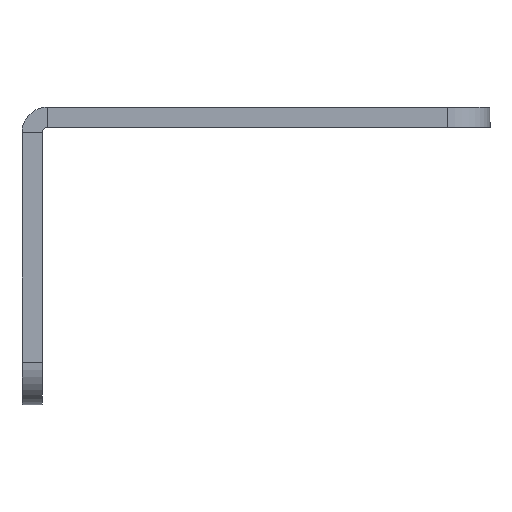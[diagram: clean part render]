
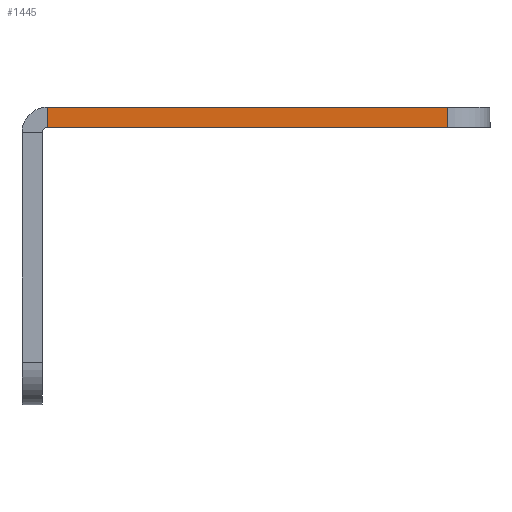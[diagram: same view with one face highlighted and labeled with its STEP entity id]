
A CAD part, left-side view. The second image highlights one B-rep face of the part: STEP entity #1445.
In plain terms, the highlighted planar face has unit normal (-1, 0, 0).
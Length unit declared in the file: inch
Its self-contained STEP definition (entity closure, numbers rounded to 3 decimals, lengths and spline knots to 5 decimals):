
#7 = VECTOR ( 'NONE', #745, 39.37008 ) ;
#63 = CARTESIAN_POINT ( 'NONE',  ( 0., -0.1486, 0. ) ) ;
#119 = DIRECTION ( 'NONE',  ( 0., 0., 1. ) ) ;
#139 = CARTESIAN_POINT ( 'NONE',  ( 0., -0.1486, -0.1196 ) ) ;
#150 = CARTESIAN_POINT ( 'NONE',  ( 0., -0.1486, -0.1196 ) ) ;
#184 = EDGE_CURVE ( 'NONE', #1268, #1533, #714, .T. ) ;
#303 = CARTESIAN_POINT ( 'NONE',  ( 0., 0., 0. ) ) ;
#311 = ORIENTED_EDGE ( 'NONE', *, *, #674, .T. ) ;
#317 = CARTESIAN_POINT ( 'NONE',  ( 0., -2.75, -0.1196 ) ) ;
#321 = ORIENTED_EDGE ( 'NONE', *, *, #729, .T. ) ;
#469 = ORIENTED_EDGE ( 'NONE', *, *, #184, .F. ) ;
#497 = VERTEX_POINT ( 'NONE', #1118 ) ;
#507 = LINE ( 'NONE', #940, #1042 ) ;
#674 = EDGE_CURVE ( 'NONE', #1268, #1328, #1628, .T. ) ;
#714 = LINE ( 'NONE', #139, #1128 ) ;
#723 = VECTOR ( 'NONE', #1342, 39.37008 ) ;
#729 = EDGE_CURVE ( 'NONE', #1328, #497, #507, .T. ) ;
#745 = DIRECTION ( 'NONE',  ( 0., -1., 0. ) ) ;
#771 = PLANE ( 'NONE',  #827 ) ;
#827 = AXIS2_PLACEMENT_3D ( 'NONE', #908, #1038, #1503 ) ;
#880 = CARTESIAN_POINT ( 'NONE',  ( 0., -2.5, -0.1196 ) ) ;
#908 = CARTESIAN_POINT ( 'NONE',  ( 0., -2.75, 0. ) ) ;
#940 = CARTESIAN_POINT ( 'NONE',  ( 0., -2.5, 0. ) ) ;
#1038 = DIRECTION ( 'NONE',  ( 1., 0., 0. ) ) ;
#1042 = VECTOR ( 'NONE', #1538, 39.37008 ) ;
#1117 = EDGE_LOOP ( 'NONE', ( #311, #321, #1512, #469 ) ) ;
#1118 = CARTESIAN_POINT ( 'NONE',  ( 0., -2.5, 0. ) ) ;
#1128 = VECTOR ( 'NONE', #119, 39.37008 ) ;
#1268 = VERTEX_POINT ( 'NONE', #150 ) ;
#1328 = VERTEX_POINT ( 'NONE', #880 ) ;
#1342 = DIRECTION ( 'NONE',  ( 0., -1., 0. ) ) ;
#1347 = FACE_OUTER_BOUND ( 'NONE', #1117, .T. ) ;
#1353 = LINE ( 'NONE', #303, #7 ) ;
#1445 = ADVANCED_FACE ( 'NONE', ( #1347 ), #771, .F. ) ;
#1447 = EDGE_CURVE ( 'NONE', #1533, #497, #1353, .T. ) ;
#1503 = DIRECTION ( 'NONE',  ( 0., 1., 0. ) ) ;
#1512 = ORIENTED_EDGE ( 'NONE', *, *, #1447, .F. ) ;
#1533 = VERTEX_POINT ( 'NONE', #63 ) ;
#1538 = DIRECTION ( 'NONE',  ( 0., 0., 1. ) ) ;
#1628 = LINE ( 'NONE', #317, #723 ) ;
